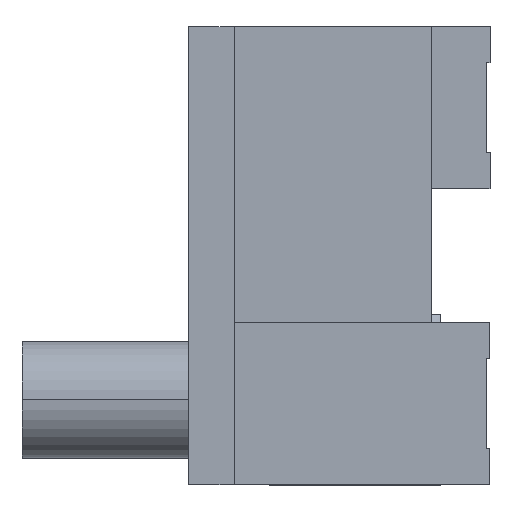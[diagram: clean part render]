
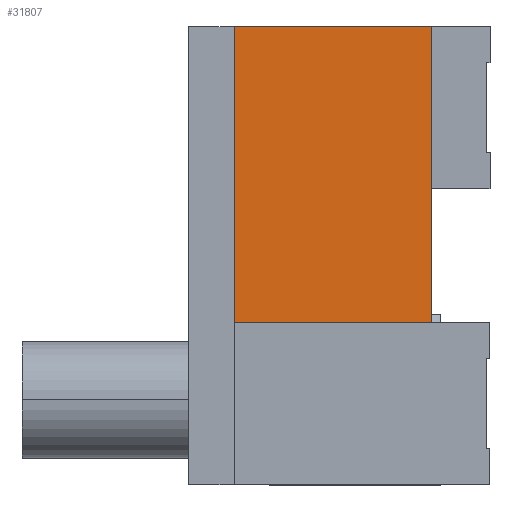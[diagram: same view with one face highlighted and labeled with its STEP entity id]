
A CAD part, left-side view. The second image highlights one B-rep face of the part: STEP entity #31807.
In plain terms, the highlighted planar face has unit normal (-1, 0, 0).
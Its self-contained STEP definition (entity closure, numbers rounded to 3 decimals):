
#1821 = EDGE_CURVE ( 'NONE', #9685, #29884, #31657, .T. ) ;
#2249 = DIRECTION ( 'NONE',  ( 0., 0., -1. ) ) ;
#2456 = VECTOR ( 'NONE', #22543, 1000. ) ;
#3860 = VERTEX_POINT ( 'NONE', #17827 ) ;
#6765 = DIRECTION ( 'NONE',  ( 1., 0., 0. ) ) ;
#7465 = CARTESIAN_POINT ( 'NONE',  ( -11.48, -35.911, -12.7 ) ) ;
#8308 = LINE ( 'NONE', #9053, #29010 ) ;
#9053 = CARTESIAN_POINT ( 'NONE',  ( -11.48, 4.24, -12.7 ) ) ;
#9685 = VERTEX_POINT ( 'NONE', #24577 ) ;
#10319 = ORIENTED_EDGE ( 'NONE', *, *, #11137, .T. ) ;
#11057 = VECTOR ( 'NONE', #11583, 1000. ) ;
#11137 = EDGE_CURVE ( 'NONE', #29884, #26874, #30620, .T. ) ;
#11583 = DIRECTION ( 'NONE',  ( 0., 1., 0. ) ) ;
#11666 = CARTESIAN_POINT ( 'NONE',  ( -11.48, -35.911, -12.7 ) ) ;
#11870 = ORIENTED_EDGE ( 'NONE', *, *, #1821, .T. ) ;
#14635 = EDGE_LOOP ( 'NONE', ( #11870, #10319, #21274, #23354 ) ) ;
#16350 = FACE_OUTER_BOUND ( 'NONE', #14635, .T. ) ;
#16858 = AXIS2_PLACEMENT_3D ( 'NONE', #11666, #6765, #2249 ) ;
#17827 = CARTESIAN_POINT ( 'NONE',  ( -11.48, 4.24, -12.7 ) ) ;
#19048 = PLANE ( 'NONE',  #16858 ) ;
#20413 = CARTESIAN_POINT ( 'NONE',  ( -11.48, 4.24, 12.7 ) ) ;
#20627 = EDGE_CURVE ( 'NONE', #26874, #3860, #8308, .T. ) ;
#21274 = ORIENTED_EDGE ( 'NONE', *, *, #20627, .T. ) ;
#21327 = CARTESIAN_POINT ( 'NONE',  ( -11.48, -35.911, 12.7 ) ) ;
#21457 = DIRECTION ( 'NONE',  ( 0., 0., -1. ) ) ;
#21691 = CARTESIAN_POINT ( 'NONE',  ( -11.48, -6.68, 12.7 ) ) ;
#22543 = DIRECTION ( 'NONE',  ( 0., 1., 0. ) ) ;
#23271 = EDGE_CURVE ( 'NONE', #9685, #3860, #26206, .T. ) ;
#23354 = ORIENTED_EDGE ( 'NONE', *, *, #23271, .F. ) ;
#24099 = DIRECTION ( 'NONE',  ( 0., 0., 1. ) ) ;
#24577 = CARTESIAN_POINT ( 'NONE',  ( -11.48, -6.68, -12.7 ) ) ;
#26206 = LINE ( 'NONE', #7465, #2456 ) ;
#26874 = VERTEX_POINT ( 'NONE', #20413 ) ;
#28237 = VECTOR ( 'NONE', #24099, 1000. ) ;
#29010 = VECTOR ( 'NONE', #21457, 1000. ) ;
#29884 = VERTEX_POINT ( 'NONE', #21691 ) ;
#30620 = LINE ( 'NONE', #21327, #11057 ) ;
#31206 = CARTESIAN_POINT ( 'NONE',  ( -11.48, -6.68, -12.7 ) ) ;
#31657 = LINE ( 'NONE', #31206, #28237 ) ;
#31807 = ADVANCED_FACE ( 'NONE', ( #16350 ), #19048, .F. ) ;
